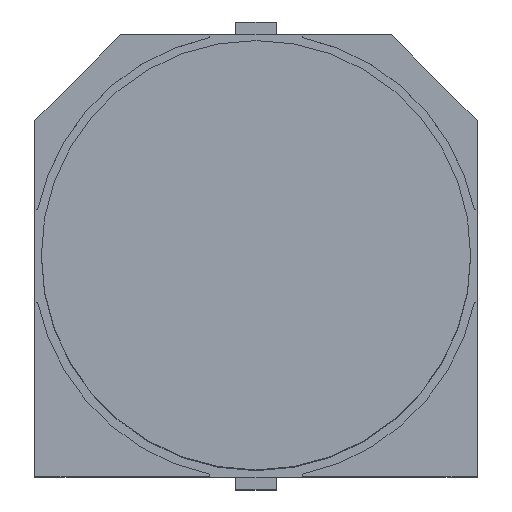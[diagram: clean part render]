
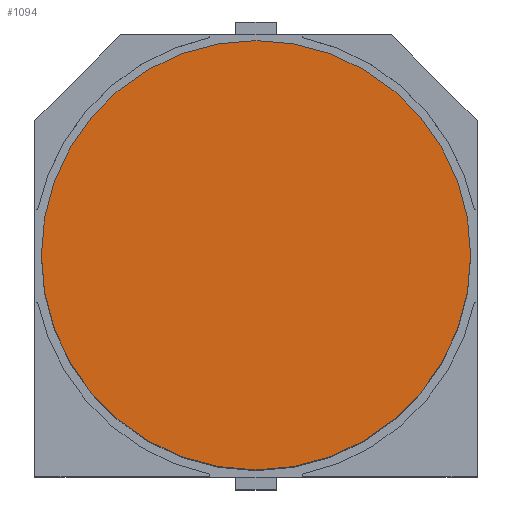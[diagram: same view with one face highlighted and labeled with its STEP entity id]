
A CAD part, top view. The second image highlights one B-rep face of the part: STEP entity #1094.
In plain terms, the highlighted planar face has unit normal (0, 0, 1).
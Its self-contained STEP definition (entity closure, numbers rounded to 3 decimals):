
#131 = EDGE_CURVE('',#132,#134,#136,.T.);
#132 = VERTEX_POINT('',#133);
#133 = CARTESIAN_POINT('',(0.,-5.,10.3));
#134 = VERTEX_POINT('',#135);
#135 = CARTESIAN_POINT('',(0.,5.,10.3));
#136 = CIRCLE('',#137,5.);
#137 = AXIS2_PLACEMENT_3D('',#138,#139,#140);
#138 = CARTESIAN_POINT('',(0.,0.,10.3)
  );
#139 = DIRECTION('',(0.,0.,1.));
#140 = DIRECTION('',(0.,-1.,0.));
#1094 = ADVANCED_FACE('',(#1095),#1105,.T.);
#1095 = FACE_BOUND('',#1096,.T.);
#1096 = EDGE_LOOP('',(#1097,#1104));
#1097 = ORIENTED_EDGE('',*,*,#1098,.T.);
#1098 = EDGE_CURVE('',#134,#132,#1099,.T.);
#1099 = CIRCLE('',#1100,5.);
#1100 = AXIS2_PLACEMENT_3D('',#1101,#1102,#1103);
#1101 = CARTESIAN_POINT('',(0.,0.,10.3
    ));
#1102 = DIRECTION('',(0.,0.,1.));
#1103 = DIRECTION('',(0.,-1.,0.));
#1104 = ORIENTED_EDGE('',*,*,#131,.T.);
#1105 = PLANE('',#1106);
#1106 = AXIS2_PLACEMENT_3D('',#1107,#1108,#1109);
#1107 = CARTESIAN_POINT('',(0.,0.,10.3
    ));
#1108 = DIRECTION('',(0.,0.,1.));
#1109 = DIRECTION('',(0.,-1.,0.));
